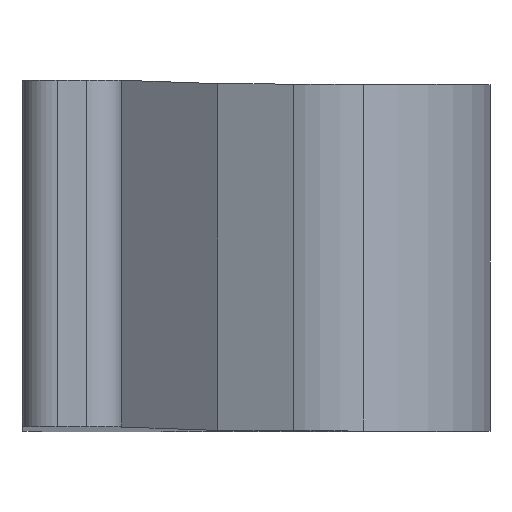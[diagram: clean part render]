
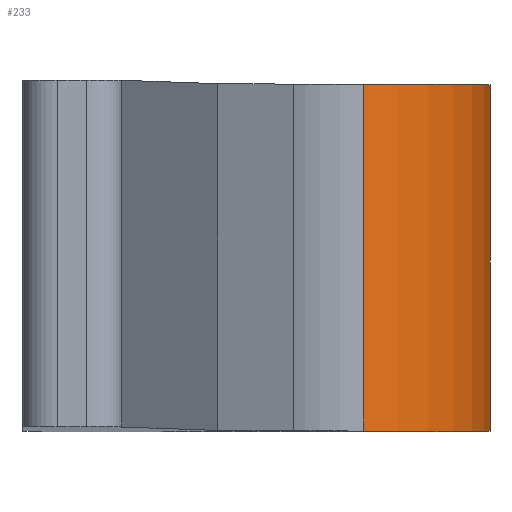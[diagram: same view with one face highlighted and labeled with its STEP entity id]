
A CAD part, top view. The second image highlights one B-rep face of the part: STEP entity #233.
In plain terms, the highlighted cylindrical face has radius 13.343 mm (diameter 26.686 mm), a partial arc.
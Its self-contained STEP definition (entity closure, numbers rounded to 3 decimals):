
#31=FACE_OUTER_BOUND('',#44,.T.);
#44=EDGE_LOOP('',(#189,#190,#191,#192));
#55=LINE('',#396,#71);
#62=LINE('',#413,#78);
#71=VECTOR('',#328,10.);
#78=VECTOR('',#347,10.);
#84=CIRCLE('',#266,13.343);
#92=CIRCLE('',#282,13.343);
#100=VERTEX_POINT('',#373);
#101=VERTEX_POINT('',#375);
#108=VERTEX_POINT('',#395);
#112=VERTEX_POINT('',#411);
#122=EDGE_CURVE('',#101,#100,#84,.T.);
#132=EDGE_CURVE('',#101,#108,#55,.T.);
#141=EDGE_CURVE('',#100,#112,#62,.T.);
#142=EDGE_CURVE('',#108,#112,#92,.T.);
#189=ORIENTED_EDGE('',*,*,#122,.T.);
#190=ORIENTED_EDGE('',*,*,#141,.T.);
#191=ORIENTED_EDGE('',*,*,#142,.F.);
#192=ORIENTED_EDGE('',*,*,#132,.F.);
#209=CYLINDRICAL_SURFACE('',#281,13.343);
#233=ADVANCED_FACE('',(#31),#209,.T.);
#266=AXIS2_PLACEMENT_3D('',#376,#306,#307);
#281=AXIS2_PLACEMENT_3D('',#414,#348,#349);
#282=AXIS2_PLACEMENT_3D('',#415,#350,#351);
#306=DIRECTION('center_axis',(0.,1.,0.));
#307=DIRECTION('ref_axis',(0.451,0.,0.892));
#328=DIRECTION('',(0.,1.,0.));
#347=DIRECTION('',(0.,1.,0.));
#348=DIRECTION('center_axis',(0.,1.,0.));
#349=DIRECTION('ref_axis',(0.55,0.,-0.835));
#350=DIRECTION('center_axis',(0.,1.,0.));
#351=DIRECTION('ref_axis',(0.451,0.,0.892));
#373=CARTESIAN_POINT('',(0.356,0.,12.625));
#375=CARTESIAN_POINT('',(19.697,0.,25.365));
#376=CARTESIAN_POINT('Origin',(13.673,0.,13.459));
#395=CARTESIAN_POINT('',(19.697,20.,25.365));
#396=CARTESIAN_POINT('',(19.697,0.,25.365));
#411=CARTESIAN_POINT('',(0.356,20.,12.625));
#413=CARTESIAN_POINT('',(0.356,0.,12.625));
#414=CARTESIAN_POINT('Origin',(13.673,0.,13.459));
#415=CARTESIAN_POINT('Origin',(13.673,20.,13.459));
